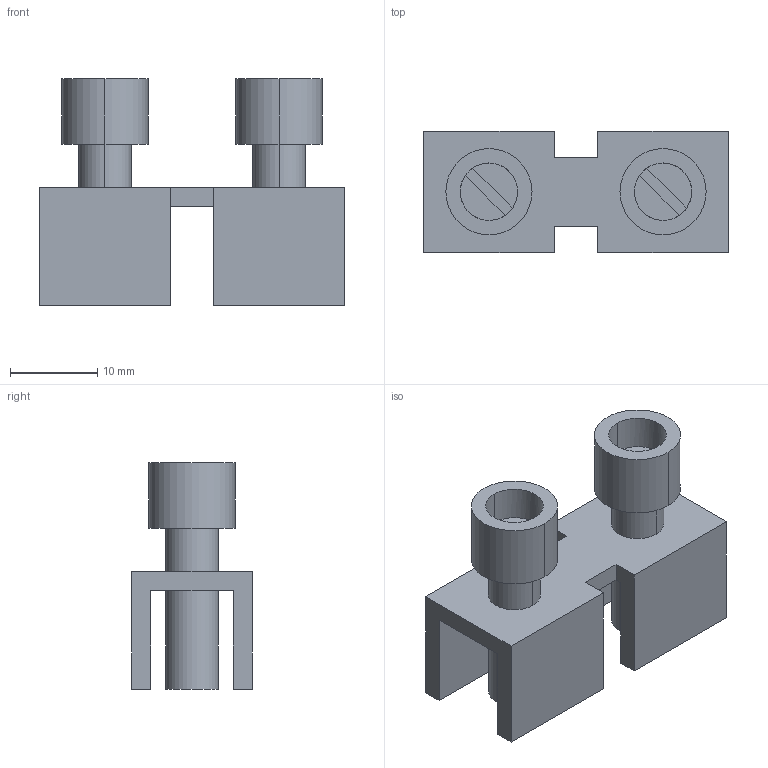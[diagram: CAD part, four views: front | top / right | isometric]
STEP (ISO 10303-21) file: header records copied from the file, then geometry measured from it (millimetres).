
FILE_DESCRIPTION(('Creo Elements/Direct Modeling STEP Export'),'2;1');
FILE_NAME('model.stp','2020-04-02T 0:20:58',(''),(''),'Creo Elements/Direct Modeling STEP processor for AP214 (Solid Model)','Creo Elements/Direct Modeling 20.1A 29-Sep-2018 (C) Parametric Technology GmbH','');
FILE_SCHEMA(('AUTOMOTIVE_DESIGN { 1 0 10303 214 1 1 1 1 }'));
Length unit declared in the file: millimetre
Products named in the file (2): FBI_2_20-select
Assembly tree (1 placements, depth 2):
  FBI_2_20-select
    FBI_2_20-select
Bounding box: 35 x 13.9 x 26 mm (x, y, z)
Volume: 4276.1 mm3; surface area: 4197.9 mm2
Topology: 1 solids, 1 shells, 54 faces, 132 edges, 88 vertices
Faces by surface type: plane 38, cylinder 16
Entity records: 1891 total; most frequent: ORIENTED_EDGE 264, CARTESIAN_POINT 238, DIRECTION 216, EDGE_CURVE 132, VERTEX_POINT 88, VECTOR 84, LINE 84, AXIS2_PLACEMENT_3D 66
